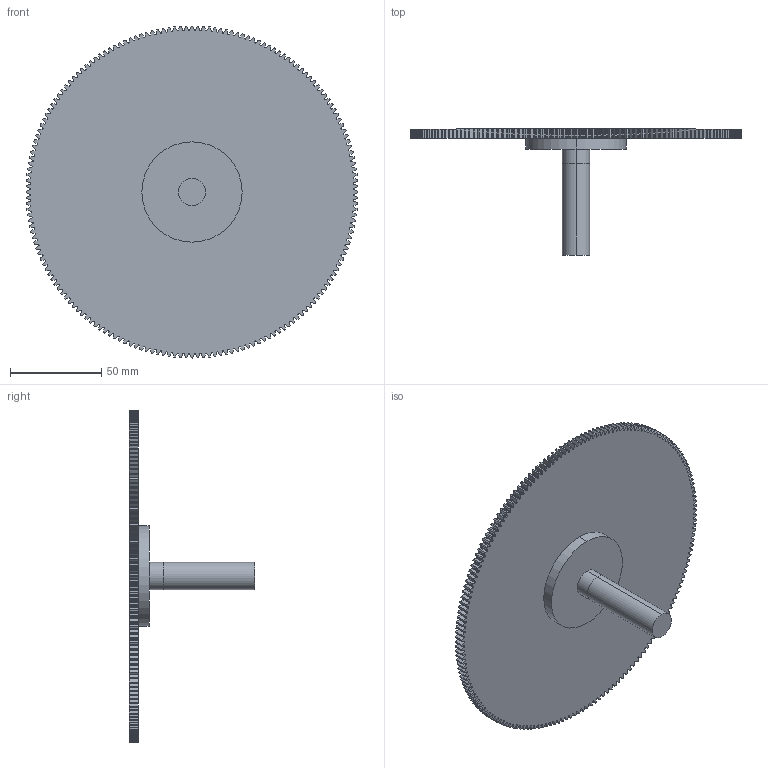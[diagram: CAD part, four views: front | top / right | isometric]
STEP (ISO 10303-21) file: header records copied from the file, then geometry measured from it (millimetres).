
FILE_DESCRIPTION(/* description */ ('STEP AP242','CAx-IF Rec.Pracs.---Representation and Presentation of Product Manufacturing Information (PMI)---4.0---2014-10-13','CAx-IF Rec.Pracs.---3D Tessellated Geometry---0.4---2014-09-14','2;1'),/* implementation_level */ '2;1');
FILE_NAME(/* name */ '68f6a79ad6eee07c6134ce51',/* time_stamp */ '2025-10-20T21:20:36Z',/* author */ (''),/* organization */ (''),/* preprocessor_version */ 'ST-DEVELOPER v20',/* originating_system */ 'ONSHAPE BY PTC INC, 1.205',/* authorisation */ ' ');
FILE_SCHEMA (('AP242_MANAGED_MODEL_BASED_3D_ENGINEERING_MIM_LF { 1 0 10303 442 1 1 4 }'));
Length unit declared in the file: metre
Products named in the file (1): Spur gear (180 teeth)
Bounding box: 182 x 69 x 182 mm (x, y, z)
Volume: 151553.5 mm3; surface area: 60135.8 mm2
Topology: 1 solids, 1 shells, 1091 faces, 3267 edges, 2180 vertices
Faces by surface type: bspline 1091
Entity records: 41784 total; most frequent: CARTESIAN_POINT 15253, ORIENTED_EDGE 6534, DIRECTION 5082, EDGE_CURVE 3267, AXIS2_PLACEMENT_3D 2181, VERTEX_POINT 2180, CIRCLE 2180, EDGE_LOOP 1093
